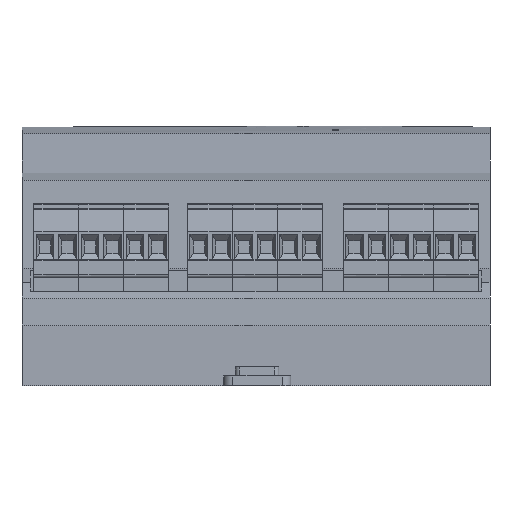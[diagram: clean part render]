
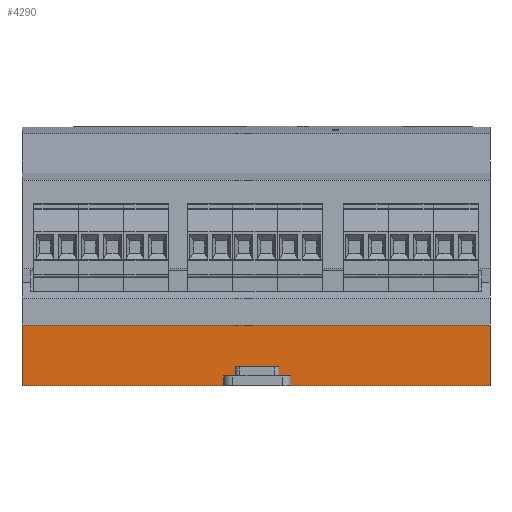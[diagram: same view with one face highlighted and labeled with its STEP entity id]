
A CAD part, front view. The second image highlights one B-rep face of the part: STEP entity #4290.
In plain terms, the highlighted planar face has unit normal (0, -1, -0.012).
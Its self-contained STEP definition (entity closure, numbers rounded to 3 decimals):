
#1979=PLANE('',#22016);
#4290=ADVANCED_FACE('',(#5521),#1979,.T.);
#5521=FACE_OUTER_BOUND('',#6797,.T.);
#6797=EDGE_LOOP('',(#10040,#10041,#10042,#10043));
#10040=ORIENTED_EDGE('',*,*,#15067,.T.);
#10041=ORIENTED_EDGE('',*,*,#15068,.T.);
#10042=ORIENTED_EDGE('',*,*,#15069,.T.);
#10043=ORIENTED_EDGE('',*,*,#15065,.F.);
#15065=EDGE_CURVE('',#20083,#20084,#17940,.T.);
#15067=EDGE_CURVE('',#20083,#20085,#17942,.T.);
#15068=EDGE_CURVE('',#20085,#20086,#17943,.T.);
#15069=EDGE_CURVE('',#20086,#20084,#17944,.T.);
#17940=B_SPLINE_CURVE_WITH_KNOTS('',1,(#28962,#28963,#28964,#28965),
 .UNSPECIFIED.,.F.,.F.,(2,1,1,2),(0.,44.994,60.142,
105.736),.UNSPECIFIED.);
#17942=B_SPLINE_CURVE_WITH_KNOTS('',3,(#28969,#28970,#28971,#28972),
 .UNSPECIFIED.,.F.,.F.,(4,4),(0.,13.7),.UNSPECIFIED.);
#17943=B_SPLINE_CURVE_WITH_KNOTS('',1,(#28973,#28974),.UNSPECIFIED.,.F.,
 .F.,(2,2),(0.,105.736),.UNSPECIFIED.);
#17944=B_SPLINE_CURVE_WITH_KNOTS('',3,(#28975,#28976,#28977,#28978),
 .UNSPECIFIED.,.F.,.F.,(4,4),(0.,13.7),.UNSPECIFIED.);
#20083=VERTEX_POINT('',#28530);
#20084=VERTEX_POINT('',#28531);
#20085=VERTEX_POINT('',#28532);
#20086=VERTEX_POINT('',#28533);
#22016=AXIS2_PLACEMENT_3D('',#28444,#23236,$);
#23236=DIRECTION('',(0.,-1.,-0.012));
#28444=CARTESIAN_POINT('',(-63.753,-45.554,9.581));
#28530=CARTESIAN_POINT('',(52.568,-45.378,-5.5));
#28531=CARTESIAN_POINT('',(-53.168,-45.378,-5.5));
#28532=CARTESIAN_POINT('',(52.568,-45.537,8.199));
#28533=CARTESIAN_POINT('',(-53.168,-45.537,8.199));
#28962=CARTESIAN_POINT('',(52.568,-45.378,-5.5));
#28963=CARTESIAN_POINT('',(7.574,-45.378,-5.5));
#28964=CARTESIAN_POINT('',(-7.574,-45.378,-5.5));
#28965=CARTESIAN_POINT('',(-53.168,-45.378,-5.5));
#28969=CARTESIAN_POINT('',(52.568,-45.378,-5.5));
#28970=CARTESIAN_POINT('',(52.568,-45.431,-0.934));
#28971=CARTESIAN_POINT('',(52.568,-45.484,3.633));
#28972=CARTESIAN_POINT('',(52.568,-45.537,8.199));
#28973=CARTESIAN_POINT('',(52.568,-45.537,8.199));
#28974=CARTESIAN_POINT('',(-53.168,-45.537,8.199));
#28975=CARTESIAN_POINT('',(-53.168,-45.537,8.199));
#28976=CARTESIAN_POINT('',(-53.168,-45.484,3.633));
#28977=CARTESIAN_POINT('',(-53.168,-45.431,-0.934));
#28978=CARTESIAN_POINT('',(-53.168,-45.378,-5.5));
